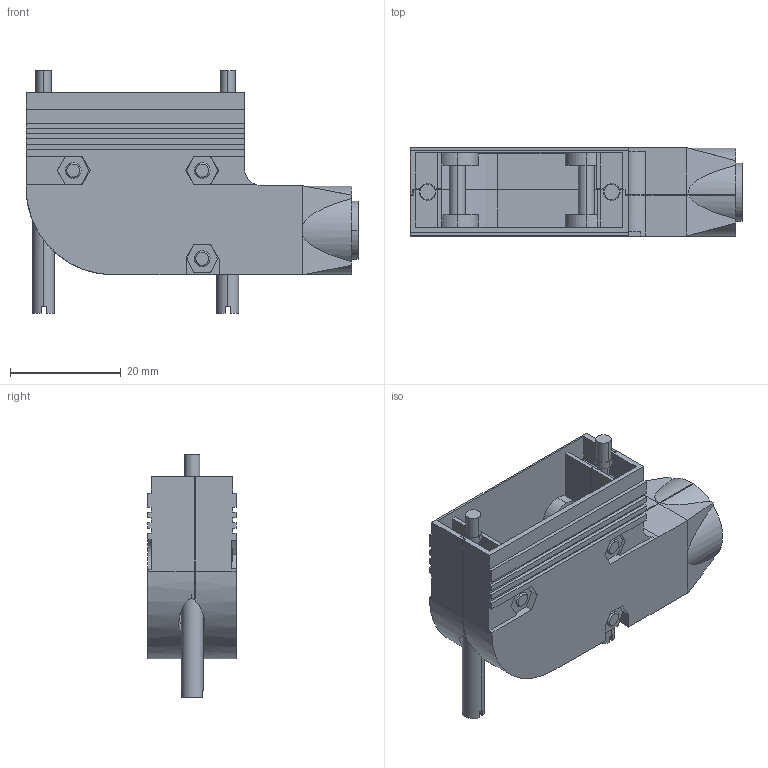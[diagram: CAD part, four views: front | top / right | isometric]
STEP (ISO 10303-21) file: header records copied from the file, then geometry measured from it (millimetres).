
FILE_DESCRIPTION (( 'STEP AP214' ), '1' );
FILE_NAME ('FM1047_3D.step', '2024-02-23T19:39:00', ( '' ), ( '' ), 'SwSTEP 2.0', 'SolidWorks 2022', '' );
FILE_SCHEMA (( 'AUTOMOTIVE_DESIGN' ));
Length unit declared in the file: inch
Products named in the file (7): Copy of SDRA9AG-MA5^FM1047; Copy of SDRA15AG-MA2^FM1047; Copy of SDRA9AG-MA3^FM1047_4-40 x .437 PAN HEAD SCREW SS; Copy of SDRA15AG-MA1^FM1047; Copy of SDRA9AG-MA4^FM1047_DEFAULT; Copy of SDC15G-MA1^FM1047_SDC15G-1; FM1047_3D
Assembly tree (11 placements, depth 2):
  FM1047_3D
    Copy of SDRA15AG-MA2^FM1047
    Copy of SDRA15AG-MA1^FM1047
    Copy of SDRA9AG-MA5^FM1047  x2
    Copy of SDRA9AG-MA4^FM1047_DEFAULT  x3
    Copy of SDRA9AG-MA3^FM1047_4-40 x .437 PAN HEAD SCREW SS  x3
    Copy of SDC15G-MA1^FM1047_SDC15G-1
Bounding box: 60.06 x 16.07 x 43.94 mm (x, y, z)
Volume: 7816.5 mm3; surface area: 14484 mm2
Topology: 11 solids, 11 shells, 438 faces, 1187 edges, 782 vertices
Faces by surface type: plane 282, cylinder 144, cone 6, torus 6
Entity records: 11238 total; most frequent: CARTESIAN_POINT 2123, ORIENTED_EDGE 1862, DIRECTION 1822, EDGE_CURVE 931, LINE 664, VECTOR 664, VERTEX_POINT 614, AXIS2_PLACEMENT_3D 579
